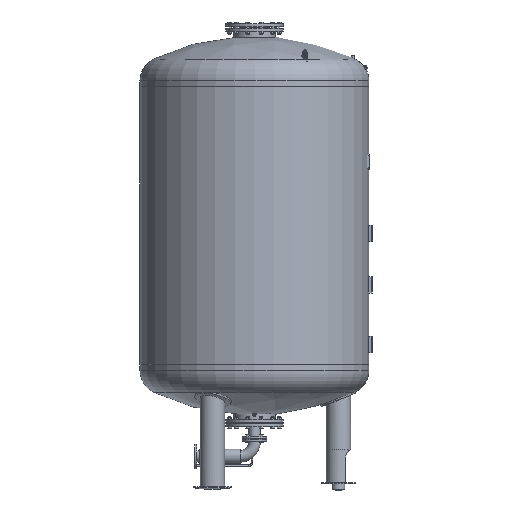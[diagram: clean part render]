
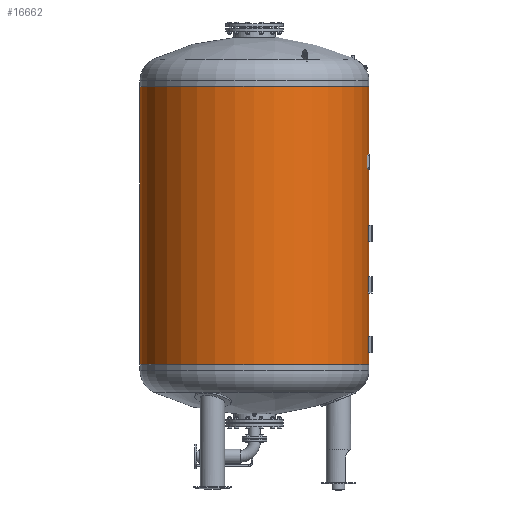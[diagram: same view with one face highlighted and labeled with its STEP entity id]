
A CAD part, left-side view. The second image highlights one B-rep face of the part: STEP entity #16662.
In plain terms, the highlighted cylindrical face has radius 750 mm (diameter 1500 mm), a full revolution.
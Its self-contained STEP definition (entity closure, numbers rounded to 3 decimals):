
#4314=FACE_BOUND($,#6422,.T.);
#5140=FACE_OUTER_BOUND($,#6421,.T.);
#6421=EDGE_LOOP($,(#14236));
#6422=EDGE_LOOP($,(#14237));
#7344=CIRCLE($,#18148,750.);
#7345=CIRCLE($,#18150,750.);
#8570=VERTEX_POINT($,#27559);
#8571=VERTEX_POINT($,#27562);
#10567=EDGE_CURVE($,#8570,#8570,#7344,.T.);
#10568=EDGE_CURVE($,#8571,#8571,#7345,.T.);
#14236=ORIENTED_EDGE($,*,*,#10567,.T.);
#14237=ORIENTED_EDGE($,*,*,#10568,.F.);
#15935=CYLINDRICAL_SURFACE($,#18149,750.);
#16662=ADVANCED_FACE($,(#5140,#4314),#15935,.T.);
#18148=AXIS2_PLACEMENT_3D($,#27560,#21844,#21845);
#18149=AXIS2_PLACEMENT_3D($,#27561,#21846,#21847);
#18150=AXIS2_PLACEMENT_3D($,#27563,#21848,#21849);
#21844=DIRECTION('center_axis',(0.,0.,1.));
#21845=DIRECTION('ref_axis',(1.,0.,0.));
#21846=DIRECTION('center_axis',(0.,0.,1.));
#21847=DIRECTION('ref_axis',(1.,0.,0.));
#21848=DIRECTION('center_axis',(0.,0.,1.));
#21849=DIRECTION('ref_axis',(1.,0.,0.));
#27559=CARTESIAN_POINT('',(750.,0.,822.));
#27560=CARTESIAN_POINT('Origin',(0.,0.,822.));
#27561=CARTESIAN_POINT('Origin',(0.,0.,2186.25));
#27562=CARTESIAN_POINT('',(750.,0.,2641.));
#27563=CARTESIAN_POINT('Origin',(0.,0.,2641.));
